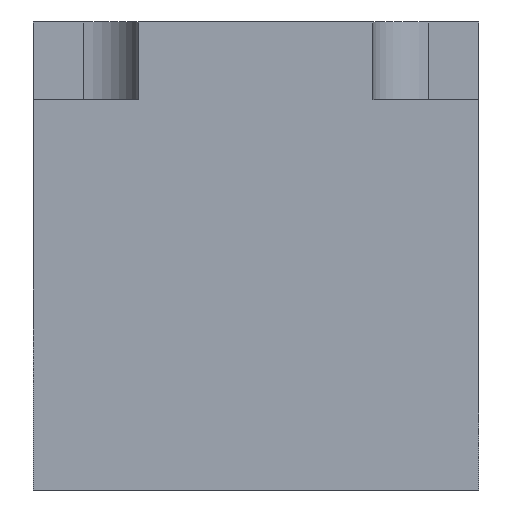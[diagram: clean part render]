
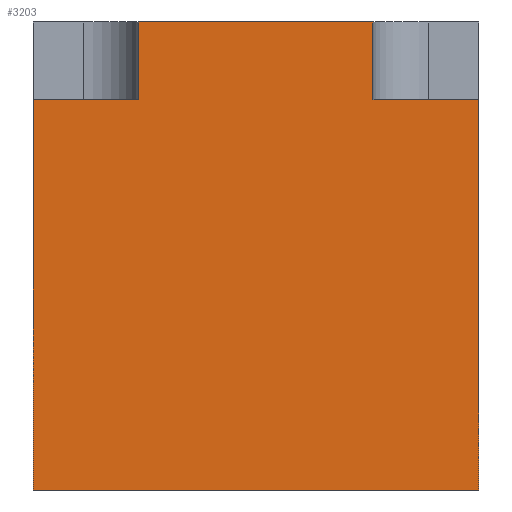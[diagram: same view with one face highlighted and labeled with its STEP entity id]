
A CAD part, front view. The second image highlights one B-rep face of the part: STEP entity #3203.
In plain terms, the highlighted planar face has unit normal (0, -1, 0).
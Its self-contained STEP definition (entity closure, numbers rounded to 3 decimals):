
#1886=CARTESIAN_POINT('',(30.5,0.,42.0));
#1887=VERTEX_POINT('',#1886);
#2004=CARTESIAN_POINT('',(9.5,0.,42.0));
#2005=VERTEX_POINT('',#2004);
#2012=CARTESIAN_POINT('',(30.5,0.,42.0));
#2013=DIRECTION('',(-1.0,0.0,0.0));
#2014=VECTOR('',#2013,21.);
#2015=LINE('',#2012,#2014);
#2016=EDGE_CURVE('',#1887,#2005,#2015,.T.);
#2178=CARTESIAN_POINT('',(0.0,0.0,0.0));
#2179=VERTEX_POINT('',#2178);
#2186=CARTESIAN_POINT('',(0.0,0.0,35.));
#2187=VERTEX_POINT('',#2186);
#2188=CARTESIAN_POINT('',(0.0,0.0,0.0));
#2189=DIRECTION('',(0.0,0.0,1.0));
#2190=VECTOR('',#2189,35.);
#2191=LINE('',#2188,#2190);
#2192=EDGE_CURVE('',#2179,#2187,#2191,.T.);
#2772=CARTESIAN_POINT('',(30.5,0.,35.));
#2773=VERTEX_POINT('',#2772);
#2782=CARTESIAN_POINT('',(30.5,0.,35.));
#2783=DIRECTION('',(0.0,0.0,1.0));
#2784=VECTOR('',#2783,7.);
#2785=LINE('',#2782,#2784);
#2786=EDGE_CURVE('',#2773,#1887,#2785,.T.);
#2799=CARTESIAN_POINT('',(40.0,0.,35.));
#2800=VERTEX_POINT('',#2799);
#2801=CARTESIAN_POINT('',(40.0,0.,35.));
#2802=DIRECTION('',(-1.0,0.0,0.0));
#2803=VECTOR('',#2802,9.5);
#2804=LINE('',#2801,#2803);
#2805=EDGE_CURVE('',#2800,#2773,#2804,.T.);
#3029=CARTESIAN_POINT('',(9.5,0.,35.));
#3030=VERTEX_POINT('',#3029);
#3039=CARTESIAN_POINT('',(9.5,0.,42.0));
#3040=DIRECTION('',(0.0,0.0,-1.0));
#3041=VECTOR('',#3040,7.);
#3042=LINE('',#3039,#3041);
#3043=EDGE_CURVE('',#2005,#3030,#3042,.T.);
#3106=CARTESIAN_POINT('',(9.5,0.,35.));
#3107=DIRECTION('',(-1.0,0.0,0.0));
#3108=VECTOR('',#3107,9.5);
#3109=LINE('',#3106,#3108);
#3110=EDGE_CURVE('',#3030,#2187,#3109,.T.);
#3126=CARTESIAN_POINT('',(40.0,0.,0.0));
#3127=VERTEX_POINT('',#3126);
#3128=CARTESIAN_POINT('',(40.0,0.,0.0));
#3129=DIRECTION('',(0.0,0.0,1.0));
#3130=VECTOR('',#3129,35.);
#3131=LINE('',#3128,#3130);
#3132=EDGE_CURVE('',#3127,#2800,#3131,.T.);
#3183=CARTESIAN_POINT('',(40.0,0.,0.0));
#3184=DIRECTION('',(0.0,-1.0,0.0));
#3185=DIRECTION('',(0.0,0.0,-1.0));
#3186=AXIS2_PLACEMENT_3D('',#3183,#3184,#3185);
#3187=PLANE('',#3186);
#3188=ORIENTED_EDGE('',*,*,#2786,.T.);
#3189=ORIENTED_EDGE('',*,*,#2016,.T.);
#3190=ORIENTED_EDGE('',*,*,#3043,.T.);
#3191=ORIENTED_EDGE('',*,*,#3110,.T.);
#3192=ORIENTED_EDGE('',*,*,#2192,.F.);
#3193=CARTESIAN_POINT('',(40.0,0.,0.0));
#3194=DIRECTION('',(-1.0,0.0,0.0));
#3195=VECTOR('',#3194,40.0);
#3196=LINE('',#3193,#3195);
#3197=EDGE_CURVE('',#3127,#2179,#3196,.T.);
#3198=ORIENTED_EDGE('',*,*,#3197,.F.);
#3199=ORIENTED_EDGE('',*,*,#3132,.T.);
#3200=ORIENTED_EDGE('',*,*,#2805,.T.);
#3201=EDGE_LOOP('',(#3188,#3189,#3190,#3191,#3192,#3198,#3199,#3200));
#3202=FACE_OUTER_BOUND('',#3201,.T.);
#3203=ADVANCED_FACE('',(#3202),#3187,.T.);
